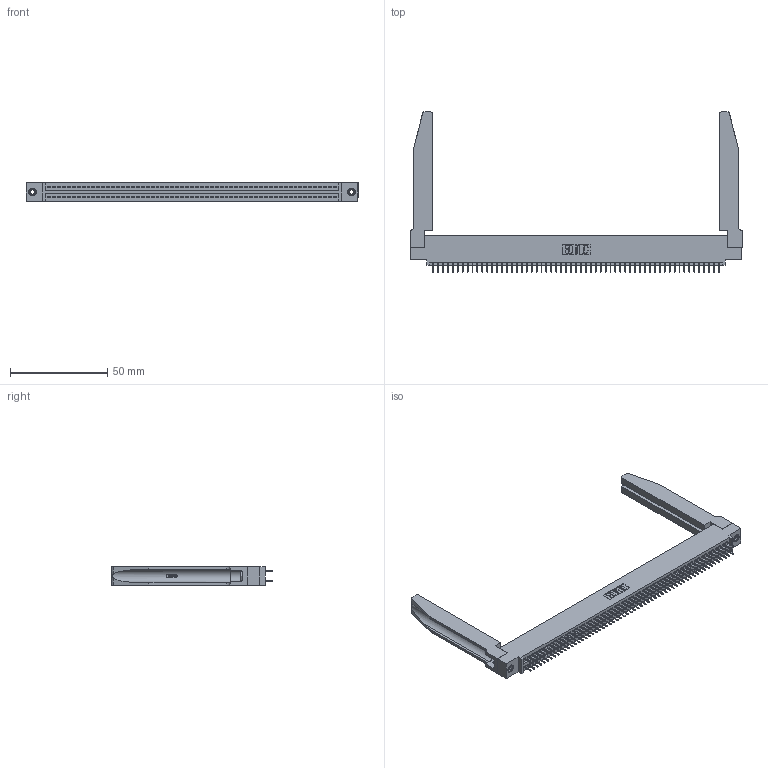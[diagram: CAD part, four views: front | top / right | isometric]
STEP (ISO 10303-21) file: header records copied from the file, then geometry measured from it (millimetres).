
FILE_DESCRIPTION (( 'STEP AP203' ), '1' );
FILE_NAME ('395-118-525-578.STEP', '2020-09-25T21:45:20', ( '' ), ( '' ), 'SwSTEP 2.0', 'SolidWorks 2020', '' );
FILE_SCHEMA (( 'CONFIG_CONTROL_DESIGN' ));
Length unit declared in the file: inch
Products named in the file (5): 345-292-001_345-293-125; 345-250-001_345-250-001-102; 345-220-078_345-220-078; 345 Part_0.110 Offset - 0.156 Dia-TH; 395-118-525-578
Assembly tree (123 placements, depth 2):
  395-118-525-578
    345 Part_0.110 Offset - 0.156 Dia-TH
    345-292-001_345-293-125  x118
    345-250-001_345-250-001-102  x2
    345-220-078_345-220-078  x2
Bounding box: 171.09 x 82.47 x 9.4 mm (x, y, z)
Volume: 24280.9 mm3; surface area: 31080.5 mm2
Topology: 123 solids, 123 shells, 6736 faces, 19015 edges, 12194 vertices
Faces by surface type: plane 4828, cylinder 1856, bspline 36, cone 12, torus 4
Entity records: 48950 total; most frequent: CARTESIAN_POINT 9107, ORIENTED_EDGE 7938, DIRECTION 7003, EDGE_CURVE 3969, VECTOR 3511, LINE 3511, VERTEX_POINT 2636, AXIS2_PLACEMENT_3D 1746
